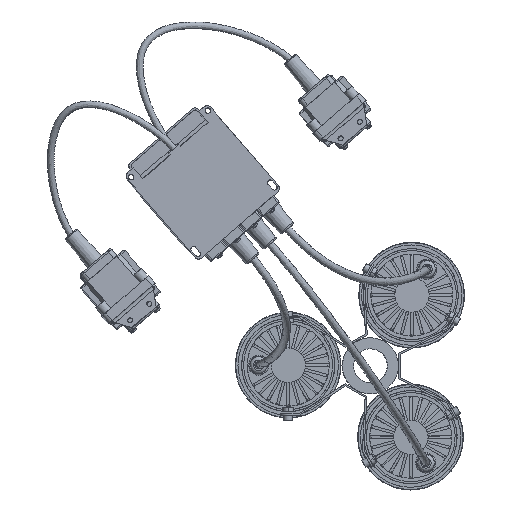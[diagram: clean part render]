
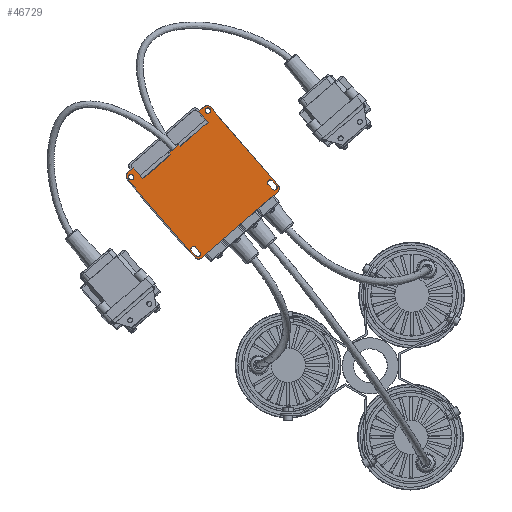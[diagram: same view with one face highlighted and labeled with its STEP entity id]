
A CAD part, left-side view. The second image highlights one B-rep face of the part: STEP entity #46729.
In plain terms, the highlighted face is planar.
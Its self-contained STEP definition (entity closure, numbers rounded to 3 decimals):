
#1191=CIRCLE('',#50130,5.);
#1192=CIRCLE('',#50131,5.);
#1193=CIRCLE('',#50132,5.);
#1194=CIRCLE('',#50133,5.);
#1195=CIRCLE('',#50134,3.2);
#1196=CIRCLE('',#50135,3.2);
#1197=CIRCLE('',#50136,3.2);
#1198=CIRCLE('',#50137,3.2);
#1199=CIRCLE('',#50138,3.2);
#1200=CIRCLE('',#50139,3.2);
#2521=FACE_BOUND('',#9824,.T.);
#2522=FACE_BOUND('',#9825,.T.);
#2523=FACE_BOUND('',#9826,.T.);
#2524=FACE_BOUND('',#9827,.T.);
#3995=PLANE('',#50129);
#6665=FACE_OUTER_BOUND('',#9823,.T.);
#9823=EDGE_LOOP('',(#40523,#40524,#40525,#40526,#40527,#40528,#40529,#40530,
#40531,#40532,#40533,#40534,#40535,#40536,#40537,#40538));
#9824=EDGE_LOOP('',(#40539,#40540,#40541,#40542));
#9825=EDGE_LOOP('',(#40543));
#9826=EDGE_LOOP('',(#40544,#40545,#40546,#40547));
#9827=EDGE_LOOP('',(#40548));
#13914=LINE('',#129524,#18327);
#13915=LINE('',#129528,#18328);
#13916=LINE('',#129532,#18329);
#13917=LINE('',#129536,#18330);
#13918=LINE('',#129538,#18331);
#13919=LINE('',#129540,#18332);
#13920=LINE('',#129542,#18333);
#13921=LINE('',#129544,#18334);
#13922=LINE('',#129546,#18335);
#13923=LINE('',#129548,#18336);
#13924=LINE('',#129550,#18337);
#13925=LINE('',#129552,#18338);
#13926=LINE('',#129556,#18339);
#13927=LINE('',#129560,#18340);
#13928=LINE('',#129566,#18341);
#13929=LINE('',#129570,#18342);
#18327=VECTOR('',#59746,123.);
#18328=VECTOR('',#59749,120.);
#18329=VECTOR('',#59752,123.);
#18330=VECTOR('',#59755,9.);
#18331=VECTOR('',#59756,17.);
#18332=VECTOR('',#59757,43.5);
#18333=VECTOR('',#59758,3.);
#18334=VECTOR('',#59759,15.);
#18335=VECTOR('',#59760,3.);
#18336=VECTOR('',#59761,43.5);
#18337=VECTOR('',#59762,17.);
#18338=VECTOR('',#59763,9.);
#18339=VECTOR('',#59766,7.5);
#18340=VECTOR('',#59769,7.5);
#18341=VECTOR('',#59774,7.5);
#18342=VECTOR('',#59777,7.5);
#23325=VERTEX_POINT('',#129522);
#23326=VERTEX_POINT('',#129523);
#23327=VERTEX_POINT('',#129525);
#23328=VERTEX_POINT('',#129527);
#23329=VERTEX_POINT('',#129529);
#23330=VERTEX_POINT('',#129531);
#23331=VERTEX_POINT('',#129533);
#23332=VERTEX_POINT('',#129535);
#23333=VERTEX_POINT('',#129537);
#23334=VERTEX_POINT('',#129539);
#23335=VERTEX_POINT('',#129541);
#23336=VERTEX_POINT('',#129543);
#23337=VERTEX_POINT('',#129545);
#23338=VERTEX_POINT('',#129547);
#23339=VERTEX_POINT('',#129549);
#23340=VERTEX_POINT('',#129551);
#23341=VERTEX_POINT('',#129554);
#23342=VERTEX_POINT('',#129555);
#23343=VERTEX_POINT('',#129557);
#23344=VERTEX_POINT('',#129559);
#23345=VERTEX_POINT('',#129562);
#23346=VERTEX_POINT('',#129564);
#23347=VERTEX_POINT('',#129565);
#23348=VERTEX_POINT('',#129567);
#23349=VERTEX_POINT('',#129569);
#23350=VERTEX_POINT('',#129572);
#29214=EDGE_CURVE('',#23325,#23326,#13914,.T.);
#29215=EDGE_CURVE('',#23327,#23325,#1191,.T.);
#29216=EDGE_CURVE('',#23328,#23327,#13915,.T.);
#29217=EDGE_CURVE('',#23329,#23328,#1192,.T.);
#29218=EDGE_CURVE('',#23330,#23329,#13916,.T.);
#29219=EDGE_CURVE('',#23331,#23330,#1193,.T.);
#29220=EDGE_CURVE('',#23332,#23331,#13917,.T.);
#29221=EDGE_CURVE('',#23333,#23332,#13918,.T.);
#29222=EDGE_CURVE('',#23334,#23333,#13919,.T.);
#29223=EDGE_CURVE('',#23334,#23335,#13920,.T.);
#29224=EDGE_CURVE('',#23335,#23336,#13921,.T.);
#29225=EDGE_CURVE('',#23337,#23336,#13922,.T.);
#29226=EDGE_CURVE('',#23338,#23337,#13923,.T.);
#29227=EDGE_CURVE('',#23339,#23338,#13924,.T.);
#29228=EDGE_CURVE('',#23340,#23339,#13925,.T.);
#29229=EDGE_CURVE('',#23326,#23340,#1194,.T.);
#29230=EDGE_CURVE('',#23341,#23342,#13926,.T.);
#29231=EDGE_CURVE('',#23342,#23343,#1195,.T.);
#29232=EDGE_CURVE('',#23343,#23344,#13927,.T.);
#29233=EDGE_CURVE('',#23344,#23341,#1196,.T.);
#29234=EDGE_CURVE('',#23345,#23345,#1197,.T.);
#29235=EDGE_CURVE('',#23346,#23347,#13928,.T.);
#29236=EDGE_CURVE('',#23347,#23348,#1198,.T.);
#29237=EDGE_CURVE('',#23348,#23349,#13929,.T.);
#29238=EDGE_CURVE('',#23349,#23346,#1199,.T.);
#29239=EDGE_CURVE('',#23350,#23350,#1200,.T.);
#40523=ORIENTED_EDGE('',*,*,#29214,.F.);
#40524=ORIENTED_EDGE('',*,*,#29215,.F.);
#40525=ORIENTED_EDGE('',*,*,#29216,.F.);
#40526=ORIENTED_EDGE('',*,*,#29217,.F.);
#40527=ORIENTED_EDGE('',*,*,#29218,.F.);
#40528=ORIENTED_EDGE('',*,*,#29219,.F.);
#40529=ORIENTED_EDGE('',*,*,#29220,.F.);
#40530=ORIENTED_EDGE('',*,*,#29221,.F.);
#40531=ORIENTED_EDGE('',*,*,#29222,.F.);
#40532=ORIENTED_EDGE('',*,*,#29223,.T.);
#40533=ORIENTED_EDGE('',*,*,#29224,.T.);
#40534=ORIENTED_EDGE('',*,*,#29225,.F.);
#40535=ORIENTED_EDGE('',*,*,#29226,.F.);
#40536=ORIENTED_EDGE('',*,*,#29227,.F.);
#40537=ORIENTED_EDGE('',*,*,#29228,.F.);
#40538=ORIENTED_EDGE('',*,*,#29229,.F.);
#40539=ORIENTED_EDGE('',*,*,#29230,.T.);
#40540=ORIENTED_EDGE('',*,*,#29231,.T.);
#40541=ORIENTED_EDGE('',*,*,#29232,.T.);
#40542=ORIENTED_EDGE('',*,*,#29233,.T.);
#40543=ORIENTED_EDGE('',*,*,#29234,.T.);
#40544=ORIENTED_EDGE('',*,*,#29235,.T.);
#40545=ORIENTED_EDGE('',*,*,#29236,.T.);
#40546=ORIENTED_EDGE('',*,*,#29237,.T.);
#40547=ORIENTED_EDGE('',*,*,#29238,.T.);
#40548=ORIENTED_EDGE('',*,*,#29239,.T.);
#46729=ADVANCED_FACE('',(#6665,#2521,#2522,#2523,#2524),#3995,.F.);
#50129=AXIS2_PLACEMENT_3D('',#129521,#59744,#59745);
#50130=AXIS2_PLACEMENT_3D('',#129526,#59747,#59748);
#50131=AXIS2_PLACEMENT_3D('',#129530,#59750,#59751);
#50132=AXIS2_PLACEMENT_3D('',#129534,#59753,#59754);
#50133=AXIS2_PLACEMENT_3D('',#129553,#59764,#59765);
#50134=AXIS2_PLACEMENT_3D('',#129558,#59767,#59768);
#50135=AXIS2_PLACEMENT_3D('',#129561,#59770,#59771);
#50136=AXIS2_PLACEMENT_3D('',#129563,#59772,#59773);
#50137=AXIS2_PLACEMENT_3D('',#129568,#59775,#59776);
#50138=AXIS2_PLACEMENT_3D('',#129571,#59778,#59779);
#50139=AXIS2_PLACEMENT_3D('',#129573,#59780,#59781);
#59744=DIRECTION('center_axis',(0.,0.,1.));
#59745=DIRECTION('ref_axis',(1.,0.,0.));
#59746=DIRECTION('',(1.,0.,0.));
#59747=DIRECTION('center_axis',(0.,0.,1.));
#59748=DIRECTION('ref_axis',(-1.,0.,0.));
#59749=DIRECTION('',(0.,-1.,0.));
#59750=DIRECTION('center_axis',(0.,0.,1.));
#59751=DIRECTION('ref_axis',(0.,1.,0.));
#59752=DIRECTION('',(-1.,0.,0.));
#59753=DIRECTION('center_axis',(0.,0.,1.));
#59754=DIRECTION('ref_axis',(1.,0.,0.));
#59755=DIRECTION('',(0.,1.,0.));
#59756=DIRECTION('',(1.,0.,0.));
#59757=DIRECTION('',(0.,1.,0.));
#59758=DIRECTION('',(1.,0.,0.));
#59759=DIRECTION('',(0.,-1.,0.));
#59760=DIRECTION('',(1.,0.,0.));
#59761=DIRECTION('',(0.,1.,0.));
#59762=DIRECTION('',(-1.,0.,0.));
#59763=DIRECTION('',(0.,1.,0.));
#59764=DIRECTION('center_axis',(0.,0.,1.));
#59765=DIRECTION('ref_axis',(0.,-1.,0.));
#59766=DIRECTION('',(-1.,0.,0.));
#59767=DIRECTION('center_axis',(0.,0.,1.));
#59768=DIRECTION('ref_axis',(0.,1.,0.));
#59769=DIRECTION('',(1.,0.,0.));
#59770=DIRECTION('center_axis',(0.,0.,1.));
#59771=DIRECTION('ref_axis',(0.,-1.,0.));
#59772=DIRECTION('center_axis',(0.,0.,1.));
#59773=DIRECTION('ref_axis',(-1.,0.,0.));
#59774=DIRECTION('',(1.,0.,0.));
#59775=DIRECTION('center_axis',(0.,0.,1.));
#59776=DIRECTION('ref_axis',(0.,-1.,0.));
#59777=DIRECTION('',(-1.,0.,0.));
#59778=DIRECTION('center_axis',(0.,0.,1.));
#59779=DIRECTION('ref_axis',(0.,1.,0.));
#59780=DIRECTION('center_axis',(0.,0.,1.));
#59781=DIRECTION('ref_axis',(-1.,0.,0.));
#129521=CARTESIAN_POINT('Origin',(-51.424,383.01,0.));
#129522=CARTESIAN_POINT('',(-110.711,352.356,0.));
#129523=CARTESIAN_POINT('',(12.289,352.356,0.));
#129524=CARTESIAN_POINT('',(-110.711,352.356,0.));
#129525=CARTESIAN_POINT('',(-115.711,357.356,0.));
#129526=CARTESIAN_POINT('Origin',(-110.711,357.356,0.));
#129527=CARTESIAN_POINT('',(-115.711,477.356,0.));
#129528=CARTESIAN_POINT('',(-115.711,477.356,0.));
#129529=CARTESIAN_POINT('',(-110.711,482.356,0.));
#129530=CARTESIAN_POINT('Origin',(-110.711,477.356,0.));
#129531=CARTESIAN_POINT('',(12.289,482.356,0.));
#129532=CARTESIAN_POINT('',(12.289,482.356,0.));
#129533=CARTESIAN_POINT('',(17.289,477.356,0.));
#129534=CARTESIAN_POINT('Origin',(12.289,477.356,0.));
#129535=CARTESIAN_POINT('',(17.289,468.356,0.));
#129536=CARTESIAN_POINT('',(17.289,468.356,0.));
#129537=CARTESIAN_POINT('',(0.289,468.356,0.));
#129538=CARTESIAN_POINT('',(0.289,468.356,0.));
#129539=CARTESIAN_POINT('',(0.289,424.856,0.));
#129540=CARTESIAN_POINT('',(0.289,366.356,0.));
#129541=CARTESIAN_POINT('',(3.289,424.856,0.));
#129542=CARTESIAN_POINT('',(0.289,424.856,0.));
#129543=CARTESIAN_POINT('',(3.289,409.856,0.));
#129544=CARTESIAN_POINT('',(3.289,409.856,0.));
#129545=CARTESIAN_POINT('',(0.289,409.856,0.));
#129546=CARTESIAN_POINT('',(0.289,409.856,0.));
#129547=CARTESIAN_POINT('',(0.289,366.356,0.));
#129548=CARTESIAN_POINT('',(0.289,366.356,0.));
#129549=CARTESIAN_POINT('',(17.289,366.356,0.));
#129550=CARTESIAN_POINT('',(17.289,366.356,0.));
#129551=CARTESIAN_POINT('',(17.289,357.356,0.));
#129552=CARTESIAN_POINT('',(17.289,357.356,0.));
#129553=CARTESIAN_POINT('Origin',(12.289,357.356,0.));
#129554=CARTESIAN_POINT('',(-101.711,480.556,0.));
#129555=CARTESIAN_POINT('',(-109.211,480.556,0.));
#129556=CARTESIAN_POINT('',(-80.318,480.556,0.));
#129557=CARTESIAN_POINT('',(-109.211,474.156,0.));
#129558=CARTESIAN_POINT('Origin',(-109.211,477.356,0.));
#129559=CARTESIAN_POINT('',(-101.711,474.156,0.));
#129560=CARTESIAN_POINT('',(-76.568,474.156,0.));
#129561=CARTESIAN_POINT('Origin',(-101.711,477.356,0.));
#129562=CARTESIAN_POINT('',(13.989,477.356,0.));
#129563=CARTESIAN_POINT('Origin',(10.789,477.356,0.));
#129564=CARTESIAN_POINT('',(-109.211,354.156,0.));
#129565=CARTESIAN_POINT('',(-101.711,354.156,0.));
#129566=CARTESIAN_POINT('',(-76.568,354.156,0.));
#129567=CARTESIAN_POINT('',(-101.711,360.556,0.));
#129568=CARTESIAN_POINT('Origin',(-101.711,357.356,0.));
#129569=CARTESIAN_POINT('',(-109.211,360.556,0.));
#129570=CARTESIAN_POINT('',(-80.318,360.556,0.));
#129571=CARTESIAN_POINT('Origin',(-109.211,357.356,0.));
#129572=CARTESIAN_POINT('',(13.989,357.356,0.));
#129573=CARTESIAN_POINT('Origin',(10.789,357.356,0.));
